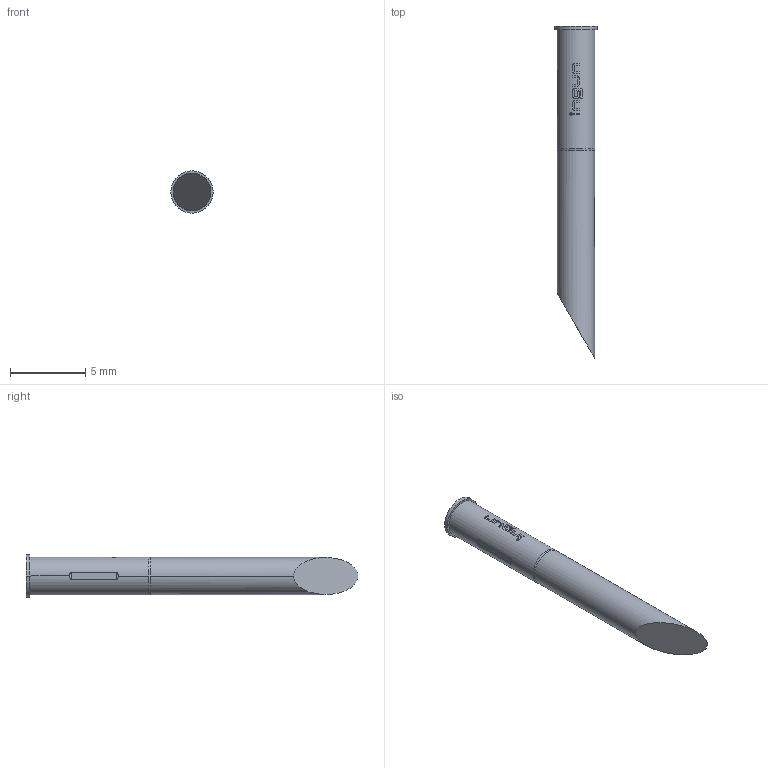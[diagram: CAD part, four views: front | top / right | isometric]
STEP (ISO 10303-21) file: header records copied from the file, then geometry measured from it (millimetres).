
FILE_DESCRIPTION (( 'STEP AP203' ), '1' );
FILE_NAME ('INGUN_KS-502_23.STEP', '2022-02-09T05:30:16', ( 'ochi' ), ( '' ), 'SwSTEP 2.0', 'SolidWorks 2018', '' );
FILE_SCHEMA (( 'CONFIG_CONTROL_DESIGN' ));
Length unit declared in the file: millimetre
Products named in the file (1): INGUN_KS-502_23
Bounding box: 2.8 x 22 x 2.8 mm (x, y, z)
Volume: 96 mm3; surface area: 171.9 mm2
Topology: 1 solids, 1 shells, 85 faces, 224 edges, 148 vertices
Faces by surface type: plane 45, bspline 22, cylinder 16, cone 2
Entity records: 3015 total; most frequent: CARTESIAN_POINT 1040, ORIENTED_EDGE 448, DIRECTION 306, EDGE_CURVE 224, VERTEX_POINT 148, AXIS2_PLACEMENT_3D 114, B_SPLINE_CURVE_WITH_KNOTS 94, EDGE_LOOP 92
